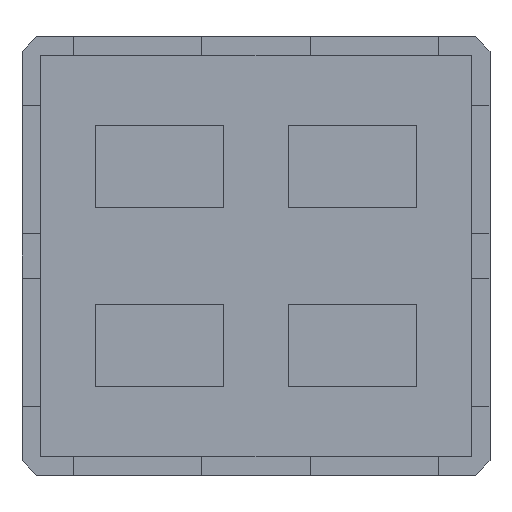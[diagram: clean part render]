
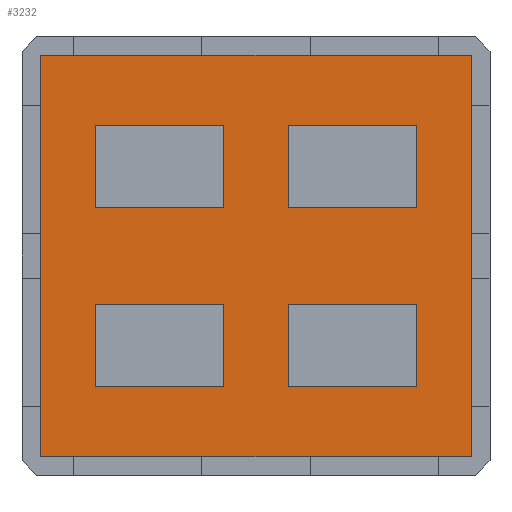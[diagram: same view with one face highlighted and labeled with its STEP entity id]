
A CAD part, front view. The second image highlights one B-rep face of the part: STEP entity #3232.
In plain terms, the highlighted planar face has unit normal (0, -1, 0).
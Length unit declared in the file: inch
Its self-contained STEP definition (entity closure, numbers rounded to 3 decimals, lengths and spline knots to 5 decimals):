
#1=DIRECTION('',(0.,0.,1.));
#2=VECTOR('',#1,41.15);
#3=CARTESIAN_POINT('',(-22.075,0.,-20.575));
#4=LINE('',#3,#2);
#5=DIRECTION('',(1.,0.,0.));
#6=VECTOR('',#5,44.15);
#7=CARTESIAN_POINT('',(-22.075,0.,20.575));
#8=LINE('',#7,#6);
#9=DIRECTION('',(0.,0.,-1.));
#10=VECTOR('',#9,41.15);
#11=CARTESIAN_POINT('',(22.075,0.,20.575));
#12=LINE('',#11,#10);
#13=DIRECTION('',(-1.,0.,0.));
#14=VECTOR('',#13,44.15);
#15=CARTESIAN_POINT('',(22.075,0.,-20.575));
#16=LINE('',#15,#14);
#17=DIRECTION('',(0.,0.,-1.));
#18=VECTOR('',#17,8.45);
#19=CARTESIAN_POINT('',(-16.435,0.,13.4));
#20=LINE('',#19,#18);
#21=DIRECTION('',(1.,0.,0.));
#22=VECTOR('',#21,13.125);
#23=CARTESIAN_POINT('',(-16.435,0.,4.95));
#24=LINE('',#23,#22);
#25=DIRECTION('',(0.,0.,1.));
#26=VECTOR('',#25,8.45);
#27=CARTESIAN_POINT('',(-3.31,0.,4.95));
#28=LINE('',#27,#26);
#29=DIRECTION('',(-1.,0.,0.));
#30=VECTOR('',#29,13.125);
#31=CARTESIAN_POINT('',(-3.31,0.,13.4));
#32=LINE('',#31,#30);
#33=DIRECTION('',(-1.,0.,0.));
#34=VECTOR('',#33,13.125);
#35=CARTESIAN_POINT('',(16.435,0.,13.4));
#36=LINE('',#35,#34);
#37=DIRECTION('',(0.,0.,-1.));
#38=VECTOR('',#37,8.45);
#39=CARTESIAN_POINT('',(3.31,0.,13.4));
#40=LINE('',#39,#38);
#41=DIRECTION('',(1.,0.,0.));
#42=VECTOR('',#41,13.125);
#43=CARTESIAN_POINT('',(3.31,0.,4.95));
#44=LINE('',#43,#42);
#45=DIRECTION('',(0.,0.,1.));
#46=VECTOR('',#45,8.45);
#47=CARTESIAN_POINT('',(16.435,0.,4.95));
#48=LINE('',#47,#46);
#49=DIRECTION('',(1.,0.,0.));
#50=VECTOR('',#49,13.125);
#51=CARTESIAN_POINT('',(-16.435,0.,-13.4));
#52=LINE('',#51,#50);
#53=DIRECTION('',(0.,0.,1.));
#54=VECTOR('',#53,8.45);
#55=CARTESIAN_POINT('',(-3.31,0.,-13.4));
#56=LINE('',#55,#54);
#57=DIRECTION('',(-1.,0.,0.));
#58=VECTOR('',#57,13.125);
#59=CARTESIAN_POINT('',(-3.31,0.,-4.95));
#60=LINE('',#59,#58);
#61=DIRECTION('',(0.,0.,-1.));
#62=VECTOR('',#61,8.45);
#63=CARTESIAN_POINT('',(-16.435,0.,-4.95));
#64=LINE('',#63,#62);
#65=DIRECTION('',(0.,0.,1.));
#66=VECTOR('',#65,8.45);
#67=CARTESIAN_POINT('',(16.435,0.,-13.4));
#68=LINE('',#67,#66);
#69=DIRECTION('',(-1.,0.,0.));
#70=VECTOR('',#69,13.125);
#71=CARTESIAN_POINT('',(16.435,0.,-4.95));
#72=LINE('',#71,#70);
#73=DIRECTION('',(0.,0.,-1.));
#74=VECTOR('',#73,8.45);
#75=CARTESIAN_POINT('',(3.31,0.,-4.95));
#76=LINE('',#75,#74);
#77=DIRECTION('',(1.,0.,0.));
#78=VECTOR('',#77,13.125);
#79=CARTESIAN_POINT('',(3.31,0.,-13.4));
#80=LINE('',#79,#78);
#2401=CARTESIAN_POINT('',(-22.075,0.,-20.575));
#2402=CARTESIAN_POINT('',(-22.075,0.,20.575));
#2403=VERTEX_POINT('',#2401);
#2404=VERTEX_POINT('',#2402);
#2405=CARTESIAN_POINT('',(22.075,0.,20.575));
#2406=VERTEX_POINT('',#2405);
#2407=CARTESIAN_POINT('',(22.075,0.,-20.575));
#2408=VERTEX_POINT('',#2407);
#2449=CARTESIAN_POINT('',(-16.435,0.,13.4));
#2450=CARTESIAN_POINT('',(-16.435,0.,4.95));
#2451=VERTEX_POINT('',#2449);
#2452=VERTEX_POINT('',#2450);
#2453=CARTESIAN_POINT('',(-3.31,0.,4.95));
#2454=VERTEX_POINT('',#2453);
#2455=CARTESIAN_POINT('',(-3.31,0.,13.4));
#2456=VERTEX_POINT('',#2455);
#2457=CARTESIAN_POINT('',(16.435,0.,13.4));
#2458=CARTESIAN_POINT('',(3.31,0.,13.4));
#2459=VERTEX_POINT('',#2457);
#2460=VERTEX_POINT('',#2458);
#2461=CARTESIAN_POINT('',(3.31,0.,4.95));
#2462=VERTEX_POINT('',#2461);
#2463=CARTESIAN_POINT('',(16.435,0.,4.95));
#2464=VERTEX_POINT('',#2463);
#2465=CARTESIAN_POINT('',(-16.435,0.,-13.4));
#2466=CARTESIAN_POINT('',(-3.31,0.,-13.4));
#2467=VERTEX_POINT('',#2465);
#2468=VERTEX_POINT('',#2466);
#2469=CARTESIAN_POINT('',(-3.31,0.,-4.95));
#2470=VERTEX_POINT('',#2469);
#2471=CARTESIAN_POINT('',(-16.435,0.,-4.95));
#2472=VERTEX_POINT('',#2471);
#2473=CARTESIAN_POINT('',(16.435,0.,-13.4));
#2474=CARTESIAN_POINT('',(16.435,0.,-4.95));
#2475=VERTEX_POINT('',#2473);
#2476=VERTEX_POINT('',#2474);
#2477=CARTESIAN_POINT('',(3.31,0.,-4.95));
#2478=VERTEX_POINT('',#2477);
#2479=CARTESIAN_POINT('',(3.31,0.,-13.4));
#2480=VERTEX_POINT('',#2479);
#3177=CARTESIAN_POINT('',(0.,0.,0.));
#3178=DIRECTION('',(0.,1.,0.));
#3179=DIRECTION('',(1.,0.,0.));
#3180=AXIS2_PLACEMENT_3D('',#3177,#3178,#3179);
#3181=PLANE('',#3180);
#3183=ORIENTED_EDGE('',*,*,#3182,.T.);
#3185=ORIENTED_EDGE('',*,*,#3184,.T.);
#3187=ORIENTED_EDGE('',*,*,#3186,.T.);
#3189=ORIENTED_EDGE('',*,*,#3188,.T.);
#3190=EDGE_LOOP('',(#3183,#3185,#3187,#3189));
#3191=FACE_OUTER_BOUND('',#3190,.F.);
#3193=ORIENTED_EDGE('',*,*,#3192,.T.);
#3195=ORIENTED_EDGE('',*,*,#3194,.T.);
#3197=ORIENTED_EDGE('',*,*,#3196,.T.);
#3199=ORIENTED_EDGE('',*,*,#3198,.T.);
#3200=EDGE_LOOP('',(#3193,#3195,#3197,#3199));
#3201=FACE_BOUND('',#3200,.F.);
#3203=ORIENTED_EDGE('',*,*,#3202,.T.);
#3205=ORIENTED_EDGE('',*,*,#3204,.T.);
#3207=ORIENTED_EDGE('',*,*,#3206,.T.);
#3209=ORIENTED_EDGE('',*,*,#3208,.T.);
#3210=EDGE_LOOP('',(#3203,#3205,#3207,#3209));
#3211=FACE_BOUND('',#3210,.F.);
#3213=ORIENTED_EDGE('',*,*,#3212,.T.);
#3215=ORIENTED_EDGE('',*,*,#3214,.T.);
#3217=ORIENTED_EDGE('',*,*,#3216,.T.);
#3219=ORIENTED_EDGE('',*,*,#3218,.T.);
#3220=EDGE_LOOP('',(#3213,#3215,#3217,#3219));
#3221=FACE_BOUND('',#3220,.F.);
#3223=ORIENTED_EDGE('',*,*,#3222,.T.);
#3225=ORIENTED_EDGE('',*,*,#3224,.T.);
#3227=ORIENTED_EDGE('',*,*,#3226,.T.);
#3229=ORIENTED_EDGE('',*,*,#3228,.T.);
#3230=EDGE_LOOP('',(#3223,#3225,#3227,#3229));
#3231=FACE_BOUND('',#3230,.F.);
#3232=ADVANCED_FACE('',(#3191,#3201,#3211,#3221,#3231),#3181,.F.);
#3182=EDGE_CURVE('',#2403,#2404,#4,.T.);
#3184=EDGE_CURVE('',#2404,#2406,#8,.T.);
#3186=EDGE_CURVE('',#2406,#2408,#12,.T.);
#3188=EDGE_CURVE('',#2408,#2403,#16,.T.);
#3192=EDGE_CURVE('',#2451,#2452,#20,.T.);
#3194=EDGE_CURVE('',#2452,#2454,#24,.T.);
#3196=EDGE_CURVE('',#2454,#2456,#28,.T.);
#3198=EDGE_CURVE('',#2456,#2451,#32,.T.);
#3202=EDGE_CURVE('',#2459,#2460,#36,.T.);
#3204=EDGE_CURVE('',#2460,#2462,#40,.T.);
#3206=EDGE_CURVE('',#2462,#2464,#44,.T.);
#3208=EDGE_CURVE('',#2464,#2459,#48,.T.);
#3212=EDGE_CURVE('',#2467,#2468,#52,.T.);
#3214=EDGE_CURVE('',#2468,#2470,#56,.T.);
#3216=EDGE_CURVE('',#2470,#2472,#60,.T.);
#3218=EDGE_CURVE('',#2472,#2467,#64,.T.);
#3222=EDGE_CURVE('',#2475,#2476,#68,.T.);
#3224=EDGE_CURVE('',#2476,#2478,#72,.T.);
#3226=EDGE_CURVE('',#2478,#2480,#76,.T.);
#3228=EDGE_CURVE('',#2480,#2475,#80,.T.);
